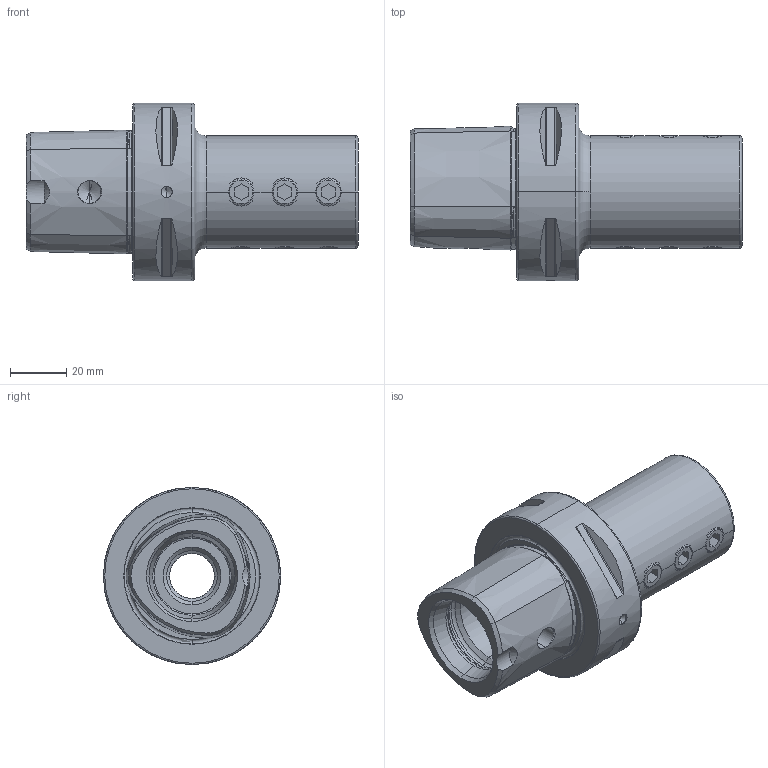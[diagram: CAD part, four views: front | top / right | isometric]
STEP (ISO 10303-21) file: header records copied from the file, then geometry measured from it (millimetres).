
FILE_DESCRIPTION (( 'STEP AP214' ), '1' );
FILE_NAME ('PS6-B16.K01.080.STEP', '2016-02-10T14:08:55', ( 'SWIAdmin' ), ( 'Hewlett-Packard Company' ), 'SwSTEP 2.0', 'SolidWorks 2015', '' );
FILE_SCHEMA (( 'AUTOMOTIVE_DESIGN' ));
Length unit declared in the file: millimetre
Products named in the file (3): ISO 4026 - M10 x 12_PreviewCfg; PS6-B16.K01.080_A; PS6-B16.K01.080
Assembly tree (10 placements, depth 2):
  PS6-B16.K01.080
    PS6-B16.K01.080_A
    ISO 4026 - M10 x 12_PreviewCfg  x9
Bounding box: 118 x 63 x 63 mm (x, y, z)
Volume: 155618.2 mm3; surface area: 37137.1 mm2
Topology: 10 solids, 10 shells, 281 faces, 679 edges, 418 vertices
Faces by surface type: plane 101, cone 79, cylinder 65, torus 36
Entity records: 6982 total; most frequent: CARTESIAN_POINT 2741, ORIENTED_EDGE 838, DIRECTION 794, EDGE_CURVE 419, AXIS2_PLACEMENT_3D 329, VERTEX_POINT 258, EDGE_LOOP 179, ADVANCED_FACE 161
